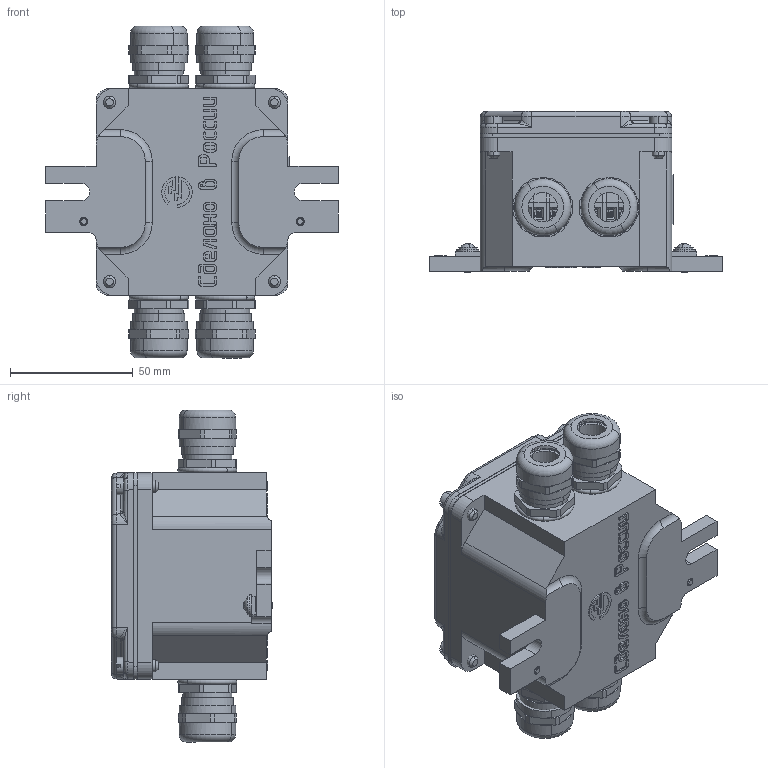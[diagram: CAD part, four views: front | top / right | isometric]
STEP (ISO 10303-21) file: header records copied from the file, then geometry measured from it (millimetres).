
FILE_DESCRIPTION (( 'STEP AP203' ), '1' );
FILE_NAME ('扻豂摓趌4_瞁鍱趌鼁闉罻 4 RAL 7032.STEP', '2014-07-07T09:55:20', ( '' ), ( '' ), 'SwSTEP 2.0', 'SolidWorks 2013', '' );
FILE_SCHEMA (( 'CONFIG_CONTROL_DESIGN' ));
Length unit declared in the file: millimetre
Products named in the file (37): 沓嚦鴀 - 鼁闉罻-1; 栺闀闉; Øèëüäà ÊÝÌ-Î-À-16-4-14-1-67; Ñàëüíèê-2; Weidmuller AKZ 1,5 Assembly 6; 沓嚦鴀 - 鼁闉罻-2; Ïëàñòèíà ê ñòîïîðó; Ïðîêëàäêà; Ñàëüíèê-3; Ñàëüíèê; 沓嚦鴀 - 鼁闉罻-3; pan slot head_am(B18.6.7M - M2 x 0.4 x 8 Slotted PHMS --8N); 礤恹镟溧栝 忤眚 2; Êîðïóñ 022 - 2 îòâåðñòèÿ; 扻錪犩 - 鍒鳪; Weidmuller AKZ 1,5; 栺闀闉 鼁闉罻; 扻豂摓趌4_瞁鍱趌鼁闉罻 4 RAL 7032; 忍艘.735214.021; Ñàëüíèê - çàæèì; 砐櫇謥玁縺; ﾖ齏竟蓿; cross ph tapping 968_din(Screw DIN 968-ST2.9x9.5-F-H-N); Ïëàñòèêîâàÿ âñòàâêà; Ê ïîïåðå÷èíå 1; ﾎ魵瑙韃; plain washer 6903 type ab_din(DIN 6903-A3.55); 逄鋋襡樇鳺 - 謥賥縺; pan slot head_am(B18.6.7M - M2 x 0.4 x 4 Slotted PHMS --4N); pan slot head_am(B18.6.7M - M2 x 0.4 x 10 Slotted PHMS --10N); plain washer 6903 type ab_din(DIN 6903-A4); Ðàçäåëèòåëü; 沓嚦鴀 - 鼁闉罻; pan head cross collar screw_din(DIN 967 - M4 x 5 - Z --- 3.6N); Ñàëüíèê-1; DIN ðåéêà
Assembly tree (126 placements, depth 4):
  扻豂摓趌4_瞁鍱趌鼁闉罻 4 RAL 7032
    Weidmuller AKZ 1,5 Assembly 6
      栺闀闉 鼁闉罻
        栺闀闉
        Ïëàñòèíà ê ñòîïîðó
        pan slot head_am(B18.6.7M - M2 x 0.4 x 8 Slotted PHMS --8N)
      沓嚦鴀 - 鼁闉罻
        ﾖ齏竟蓿  x2
        ﾎ魵瑙韃
        pan slot head_am(B18.6.7M - M2 x 0.4 x 10 Slotted PHMS --10N)  x2
      沓嚦鴀 - 鼁闉罻-1
        ﾖ齏竟蓿  x2
        ﾎ魵瑙韃
        pan slot head_am(B18.6.7M - M2 x 0.4 x 10 Slotted PHMS --10N)  x2
      沓嚦鴀 - 鼁闉罻-2
        ﾖ齏竟蓿  x2
        ﾎ魵瑙韃
        pan slot head_am(B18.6.7M - M2 x 0.4 x 10 Slotted PHMS --10N)  x2
      沓嚦鴀 - 鼁闉罻-3
        ﾖ齏竟蓿  x2
        ﾎ魵瑙韃
        pan slot head_am(B18.6.7M - M2 x 0.4 x 10 Slotted PHMS --10N)  x2
      Weidmuller AKZ 1,5  x8
      砐櫇謥玁縺  x8
      Ê ïîïåðå÷èíå 1  x16
      pan slot head_am(B18.6.7M - M2 x 0.4 x 4 Slotted PHMS --4N)  x16
      Ðàçäåëèòåëü  x4
      DIN ðåéêà
    Ñàëüíèê
      Ñàëüíèê
      扻錪犩 - 鍒鳪
      Ñàëüíèê - çàæèì
      Ïëàñòèêîâàÿ âñòàâêà
      逄鋋襡樇鳺 - 謥賥縺
    Ñàëüíèê-1
      Ñàëüíèê
      扻錪犩 - 鍒鳪
      Ñàëüíèê - çàæèì
      Ïëàñòèêîâàÿ âñòàâêà
      逄鋋襡樇鳺 - 謥賥縺
    Ñàëüíèê-2
      Ñàëüíèê
      扻錪犩 - 鍒鳪
      Ñàëüíèê - çàæèì
      Ïëàñòèêîâàÿ âñòàâêà
      逄鋋襡樇鳺 - 謥賥縺
    Ñàëüíèê-3
      Ñàëüíèê
      扻錪犩 - 鍒鳪
      Ñàëüíèê - çàæèì
      Ïëàñòèêîâàÿ âñòàâêà
      逄鋋襡樇鳺 - 謥賥縺
    Êîðïóñ 022 - 2 îòâåðñòèÿ
    忍艘.735214.021
    cross ph tapping 968_din(Screw DIN 968-ST2.9x9.5-F-H-N)  x2
    plain washer 6903 type ab_din(DIN 6903-A3.55)  x5
    plain washer 6903 type ab_din(DIN 6903-A4)
    pan head cross collar screw_din(DIN 967 - M4 x 5 - Z --- 3.6N)  x4
    Øèëüäà ÊÝÌ-Î-À-16-4-14-1-67
    Ïðîêëàäêà
Bounding box: 119 x 65.5 x 135 mm (x, y, z)
Volume: 163114.3 mm3; surface area: 138818.2 mm2
Topology: 120 solids, 120 shells, 6555 faces, 17820 edges, 11721 vertices
Faces by surface type: plane 4547, cylinder 1241, bspline 547, torus 129, cone 79, sphere 12
Entity records: 91439 total; most frequent: CARTESIAN_POINT 31633, ORIENTED_EDGE 12164, DIRECTION 9278, EDGE_CURVE 6082, VERTEX_POINT 4006, LINE 3924, VECTOR 3924, AXIS2_PLACEMENT_3D 2677
